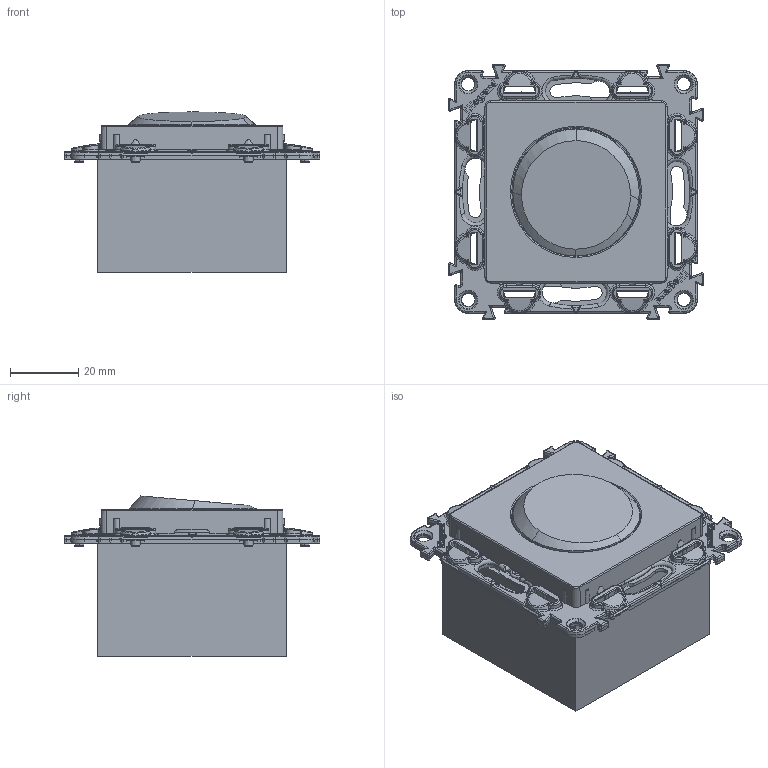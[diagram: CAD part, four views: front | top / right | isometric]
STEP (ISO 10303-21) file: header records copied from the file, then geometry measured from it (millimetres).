
FILE_DESCRIPTION(('CATIA V5 STEP Exchange','CAx-IF Rec.Pracs.--- Model Styling and Organization---1.4--- 2014-01-23'),'2;1');
FILE_NAME('752069_AllCATPart.stp','2020-02-13T09:35:58+00:00',('none'),('none'),'CATIA Version 5-6 Release 2017 SP3','CATIA V5 STEP AP214','none');
FILE_SCHEMA(('AUTOMOTIVE_DESIGN { 1 0 10303 214 1 1 1 1 }'));
Products named in the file (1): 752069_AllCATPart
Bounding box: 74.7 x 74.7 x 46.75 mm (x, y, z)
Volume: 117218.3 mm3; surface area: 36271.3 mm2
Topology: 1 solids, 3 shells, 7626 faces, 21949 edges, 14305 vertices
Faces by surface type: plane 6039, cylinder 683, bspline 393, cone 268, torus 186, sphere 40, extrusion 13, revolution 4
Entity records: 271020 total; most frequent: CARTESIAN_POINT 75996, ORIENTED_EDGE 43698, DIRECTION 31622, EDGE_CURVE 21849, VECTOR 17591, LINE 17578, VERTEX_POINT 14305, EDGE_LOOP 7822
